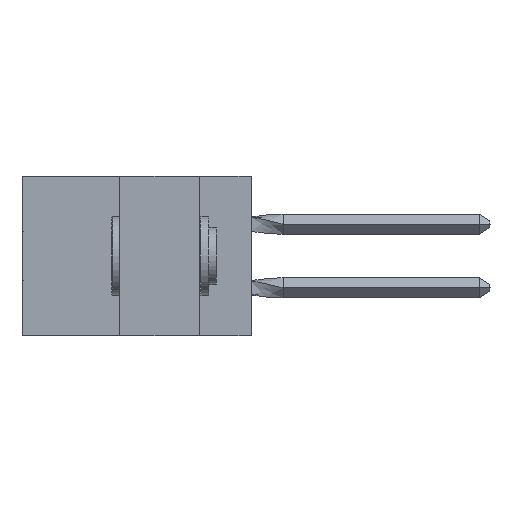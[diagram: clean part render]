
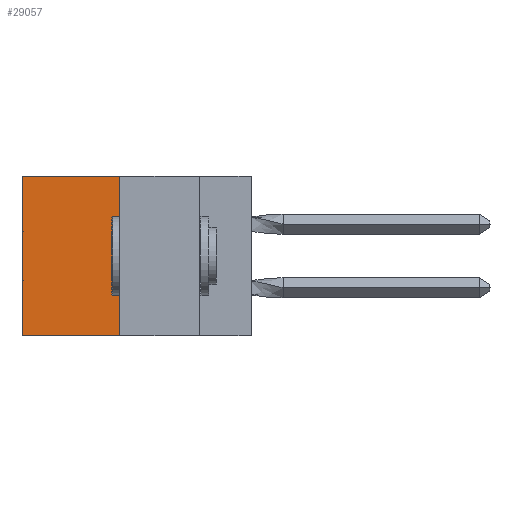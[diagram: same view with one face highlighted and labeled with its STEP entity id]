
A CAD part, left-side view. The second image highlights one B-rep face of the part: STEP entity #29057.
In plain terms, the highlighted planar face has unit normal (-1, 0, 0).
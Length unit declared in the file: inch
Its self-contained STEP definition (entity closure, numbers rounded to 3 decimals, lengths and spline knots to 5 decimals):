
#1438 = DIRECTION ( 'NONE',  ( 0., 1., 0. ) ) ;
#1675 = DIRECTION ( 'NONE',  ( 0., 0., -1. ) ) ;
#1854 = LINE ( 'NONE', #19893, #17623 ) ;
#2002 = VERTEX_POINT ( 'NONE', #17949 ) ;
#2114 = DIRECTION ( 'NONE',  ( 1., 0., 0. ) ) ;
#2789 = VECTOR ( 'NONE', #1438, 39.37008 ) ;
#3212 = EDGE_CURVE ( 'NONE', #28433, #2002, #8756, .T. ) ;
#3311 = VECTOR ( 'NONE', #1675, 39.37008 ) ;
#6203 = EDGE_LOOP ( 'NONE', ( #34768, #18673, #27314, #22792 ) ) ;
#8756 = LINE ( 'NONE', #38201, #39240 ) ;
#12885 = DIRECTION ( 'NONE',  ( 0., 0., -1. ) ) ;
#14150 = CARTESIAN_POINT ( 'NONE',  ( 0.305, 0.413, -0.5 ) ) ;
#14625 = VERTEX_POINT ( 'NONE', #32805 ) ;
#14906 = EDGE_CURVE ( 'NONE', #28433, #14625, #40417, .T. ) ;
#16313 = FACE_OUTER_BOUND ( 'NONE', #6203, .T. ) ;
#17623 = VECTOR ( 'NONE', #12885, 39.37008 ) ;
#17949 = CARTESIAN_POINT ( 'NONE',  ( 0.305, 0.72, 0. ) ) ;
#18673 = ORIENTED_EDGE ( 'NONE', *, *, #22299, .F. ) ;
#19893 = CARTESIAN_POINT ( 'NONE',  ( 0.305, 0.72, -0.5 ) ) ;
#20480 = CARTESIAN_POINT ( 'NONE',  ( 0.305, 0.413, -0.5 ) ) ;
#21613 = EDGE_CURVE ( 'NONE', #2002, #30813, #1854, .T. ) ;
#22299 = EDGE_CURVE ( 'NONE', #14625, #30813, #36865, .T. ) ;
#22792 = ORIENTED_EDGE ( 'NONE', *, *, #3212, .T. ) ;
#27314 = ORIENTED_EDGE ( 'NONE', *, *, #14906, .F. ) ;
#28433 = VERTEX_POINT ( 'NONE', #33763 ) ;
#28898 = AXIS2_PLACEMENT_3D ( 'NONE', #20480, #2114, #35568 ) ;
#29057 = ADVANCED_FACE ( 'NONE', ( #16313 ), #37275, .F. ) ;
#30813 = VERTEX_POINT ( 'NONE', #31228 ) ;
#31228 = CARTESIAN_POINT ( 'NONE',  ( 0.305, 0.72, -0.5 ) ) ;
#32805 = CARTESIAN_POINT ( 'NONE',  ( 0.305, 0.413, -0.5 ) ) ;
#33763 = CARTESIAN_POINT ( 'NONE',  ( 0.305, 0.413, 0. ) ) ;
#34768 = ORIENTED_EDGE ( 'NONE', *, *, #21613, .T. ) ;
#35568 = DIRECTION ( 'NONE',  ( 0., 0., -1. ) ) ;
#36865 = LINE ( 'NONE', #37108, #2789 ) ;
#37108 = CARTESIAN_POINT ( 'NONE',  ( 0.305, 0.413, -0.5 ) ) ;
#37275 = PLANE ( 'NONE',  #28898 ) ;
#38201 = CARTESIAN_POINT ( 'NONE',  ( 0.305, 0.413, 0. ) ) ;
#39240 = VECTOR ( 'NONE', #41702, 39.37008 ) ;
#40417 = LINE ( 'NONE', #14150, #3311 ) ;
#41702 = DIRECTION ( 'NONE',  ( 0., 1., 0. ) ) ;
